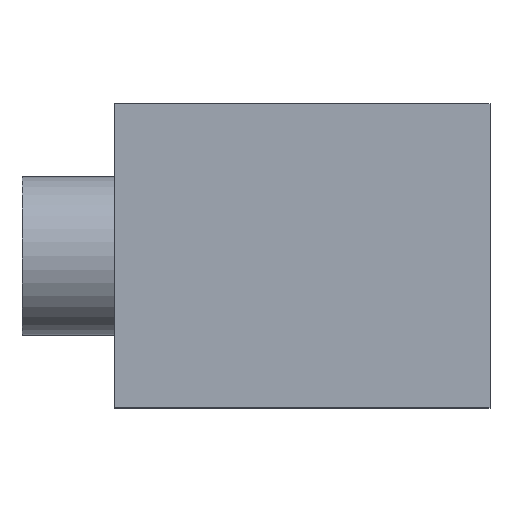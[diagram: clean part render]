
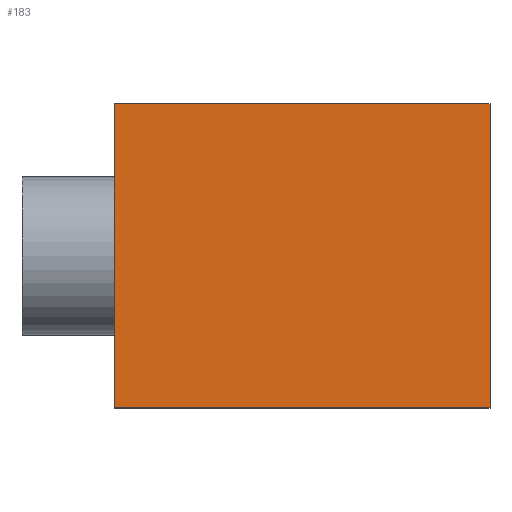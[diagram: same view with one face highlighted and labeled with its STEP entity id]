
A CAD part, top view. The second image highlights one B-rep face of the part: STEP entity #183.
In plain terms, the highlighted planar face has unit normal (0, 0, 1).
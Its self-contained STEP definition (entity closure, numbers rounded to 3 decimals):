
#54 = VERTEX_POINT('',#55);
#55 = CARTESIAN_POINT('',(0.,0.,1.15));
#70 = VERTEX_POINT('',#71);
#71 = CARTESIAN_POINT('',(0.,11.5,1.15));
#77 = EDGE_CURVE('',#54,#70,#78,.T.);
#78 = LINE('',#79,#80);
#79 = CARTESIAN_POINT('',(0.,0.,1.15));
#80 = VECTOR('',#81,1.);
#81 = DIRECTION('',(-0.,1.,0.));
#94 = VERTEX_POINT('',#95);
#95 = CARTESIAN_POINT('',(14.2,0.,1.15));
#110 = VERTEX_POINT('',#111);
#111 = CARTESIAN_POINT('',(14.2,11.5,1.15));
#117 = EDGE_CURVE('',#94,#110,#118,.T.);
#118 = LINE('',#119,#120);
#119 = CARTESIAN_POINT('',(14.2,0.,1.15));
#120 = VECTOR('',#121,1.);
#121 = DIRECTION('',(-0.,1.,0.));
#138 = EDGE_CURVE('',#54,#94,#139,.T.);
#139 = LINE('',#140,#141);
#140 = CARTESIAN_POINT('',(0.,0.,1.15));
#141 = VECTOR('',#142,1.);
#142 = DIRECTION('',(1.,0.,-0.));
#160 = EDGE_CURVE('',#70,#110,#161,.T.);
#161 = LINE('',#162,#163);
#162 = CARTESIAN_POINT('',(0.,11.5,1.15));
#163 = VECTOR('',#164,1.);
#164 = DIRECTION('',(1.,0.,-0.));
#183 = ADVANCED_FACE('',(#184),#190,.T.);
#184 = FACE_BOUND('',#185,.T.);
#185 = EDGE_LOOP('',(#186,#187,#188,#189));
#186 = ORIENTED_EDGE('',*,*,#77,.F.);
#187 = ORIENTED_EDGE('',*,*,#138,.T.);
#188 = ORIENTED_EDGE('',*,*,#117,.T.);
#189 = ORIENTED_EDGE('',*,*,#160,.F.);
#190 = PLANE('',#191);
#191 = AXIS2_PLACEMENT_3D('',#192,#193,#194);
#192 = CARTESIAN_POINT('',(0.,0.,1.15));
#193 = DIRECTION('',(0.,0.,1.));
#194 = DIRECTION('',(1.,0.,-0.));
